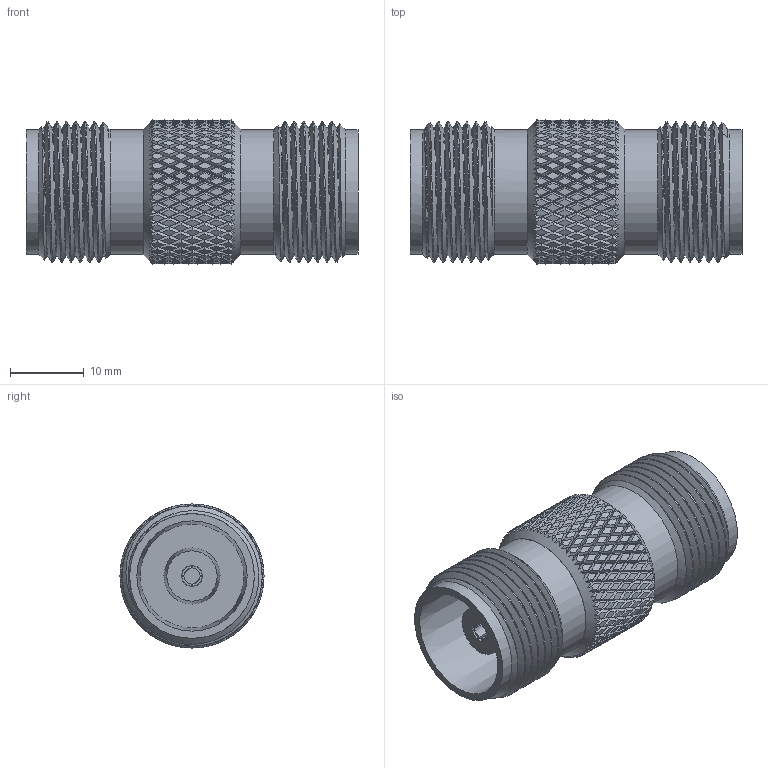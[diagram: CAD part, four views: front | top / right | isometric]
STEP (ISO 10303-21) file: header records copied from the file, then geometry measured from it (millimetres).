
FILE_DESCRIPTION (( 'STEP AP203' ), '1' );
FILE_NAME ('PE9580_3D.step', '2021-01-11T18:18:33', ( '' ), ( '' ), 'SwSTEP 2.0', 'SolidWorks 2018', '' );
FILE_SCHEMA (( 'CONFIG_CONTROL_DESIGN' ));
Length unit declared in the file: inch
Products named in the file (1): PE9580_3D
Bounding box: 45.09 x 19.56 x 19.56 mm (x, y, z)
Volume: 7868.6 mm3; surface area: 6233.6 mm2
Topology: 1 solids, 1 shells, 1776 faces, 3824 edges, 2058 vertices
Faces by surface type: bspline 1350, cylinder 360, plane 42, cone 24
Full cylindrical faces by diameter (mm): 2.886 x2, 16.942 x4
Entity records: 73961 total; most frequent: CARTESIAN_POINT 50947, ORIENTED_EDGE 7568, EDGE_CURVE 3784, VERTEX_POINT 2040, EDGE_LOOP 1798, FACE_OUTER_BOUND 1778, ADVANCED_FACE 1772, B_SPLINE_CURVE_WITH_KNOTS 1552
